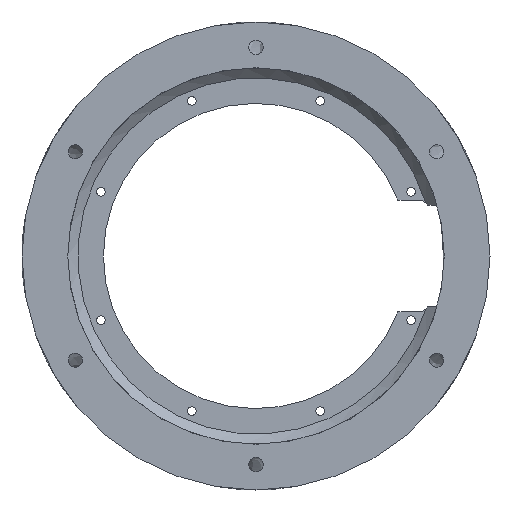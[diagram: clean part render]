
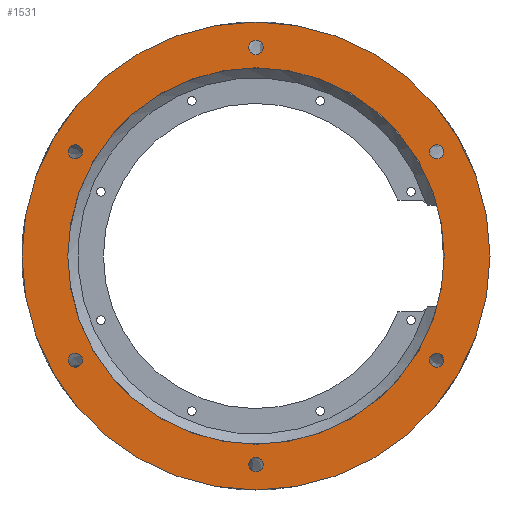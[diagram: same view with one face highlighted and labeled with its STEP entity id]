
A CAD part, front view. The second image highlights one B-rep face of the part: STEP entity #1531.
In plain terms, the highlighted planar face has unit normal (0, -1, 0).
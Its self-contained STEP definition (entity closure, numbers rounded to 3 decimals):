
#55=FACE_BOUND('',#427,.T.);
#56=FACE_BOUND('',#428,.T.);
#57=FACE_BOUND('',#429,.T.);
#58=FACE_BOUND('',#430,.T.);
#59=FACE_BOUND('',#431,.T.);
#60=FACE_BOUND('',#432,.T.);
#61=FACE_BOUND('',#433,.T.);
#177=CIRCLE('',#1604,74.);
#197=CIRCLE('',#1641,92.);
#210=CIRCLE('',#1655,2.8);
#212=CIRCLE('',#1658,2.8);
#214=CIRCLE('',#1661,2.8);
#216=CIRCLE('',#1664,2.8);
#218=CIRCLE('',#1667,2.8);
#220=CIRCLE('',#1670,2.8);
#314=FACE_OUTER_BOUND('',#426,.T.);
#426=EDGE_LOOP('',(#1365));
#427=EDGE_LOOP('',(#1366));
#428=EDGE_LOOP('',(#1367));
#429=EDGE_LOOP('',(#1368));
#430=EDGE_LOOP('',(#1369));
#431=EDGE_LOOP('',(#1370));
#432=EDGE_LOOP('',(#1371));
#433=EDGE_LOOP('',(#1372));
#693=VERTEX_POINT('',#2661);
#724=VERTEX_POINT('',#3039);
#749=VERTEX_POINT('',#4943);
#751=VERTEX_POINT('',#4949);
#753=VERTEX_POINT('',#4955);
#755=VERTEX_POINT('',#4961);
#757=VERTEX_POINT('',#4967);
#759=VERTEX_POINT('',#4973);
#862=EDGE_CURVE('',#693,#693,#177,.F.);
#913=EDGE_CURVE('',#724,#724,#197,.F.);
#952=EDGE_CURVE('',#749,#749,#210,.T.);
#955=EDGE_CURVE('',#751,#751,#212,.T.);
#958=EDGE_CURVE('',#753,#753,#214,.T.);
#961=EDGE_CURVE('',#755,#755,#216,.T.);
#964=EDGE_CURVE('',#757,#757,#218,.T.);
#967=EDGE_CURVE('',#759,#759,#220,.T.);
#1365=ORIENTED_EDGE('',*,*,#913,.F.);
#1366=ORIENTED_EDGE('',*,*,#952,.T.);
#1367=ORIENTED_EDGE('',*,*,#955,.T.);
#1368=ORIENTED_EDGE('',*,*,#958,.T.);
#1369=ORIENTED_EDGE('',*,*,#961,.T.);
#1370=ORIENTED_EDGE('',*,*,#964,.T.);
#1371=ORIENTED_EDGE('',*,*,#967,.T.);
#1372=ORIENTED_EDGE('',*,*,#862,.F.);
#1458=PLANE('',#1678);
#1531=ADVANCED_FACE('',(#314,#55,#56,#57,#58,#59,#60,#61),#1458,.T.);
#1604=AXIS2_PLACEMENT_3D('',#2662,#1843,#1844);
#1641=AXIS2_PLACEMENT_3D('',#3040,#1934,#1935);
#1655=AXIS2_PLACEMENT_3D('',#4944,#1964,#1965);
#1658=AXIS2_PLACEMENT_3D('',#4950,#1971,#1972);
#1661=AXIS2_PLACEMENT_3D('',#4956,#1978,#1979);
#1664=AXIS2_PLACEMENT_3D('',#4962,#1985,#1986);
#1667=AXIS2_PLACEMENT_3D('',#4968,#1992,#1993);
#1670=AXIS2_PLACEMENT_3D('',#4974,#1999,#2000);
#1678=AXIS2_PLACEMENT_3D('',#4984,#2016,#2017);
#1843=DIRECTION('center_axis',(0.,1.,0.));
#1844=DIRECTION('ref_axis',(1.,0.,0.));
#1934=DIRECTION('center_axis',(0.,-1.,0.));
#1935=DIRECTION('ref_axis',(1.,0.,0.));
#1964=DIRECTION('center_axis',(0.,1.,0.));
#1965=DIRECTION('ref_axis',(1.,0.,0.));
#1971=DIRECTION('center_axis',(0.,1.,0.));
#1972=DIRECTION('ref_axis',(1.,0.,0.));
#1978=DIRECTION('center_axis',(0.,1.,0.));
#1979=DIRECTION('ref_axis',(1.,0.,0.));
#1985=DIRECTION('center_axis',(0.,1.,0.));
#1986=DIRECTION('ref_axis',(1.,0.,0.));
#1992=DIRECTION('center_axis',(0.,1.,0.));
#1993=DIRECTION('ref_axis',(1.,0.,0.));
#1999=DIRECTION('center_axis',(0.,1.,0.));
#2000=DIRECTION('ref_axis',(1.,0.,0.));
#2016=DIRECTION('center_axis',(0.,-1.,0.));
#2017=DIRECTION('ref_axis',(0.,0.,-1.));
#2661=CARTESIAN_POINT('',(-74.,-96.5,0.));
#2662=CARTESIAN_POINT('Origin',(0.,-96.5,0.));
#3039=CARTESIAN_POINT('',(-92.,-96.5,0.));
#3040=CARTESIAN_POINT('Origin',(0.,-96.5,0.));
#4943=CARTESIAN_POINT('',(-2.8,-96.5,82.));
#4944=CARTESIAN_POINT('Origin',(0.,-96.5,82.));
#4949=CARTESIAN_POINT('',(-2.8,-96.5,-82.));
#4950=CARTESIAN_POINT('Origin',(0.,-96.5,-82.));
#4955=CARTESIAN_POINT('',(-73.814,-96.5,41.));
#4956=CARTESIAN_POINT('Origin',(-71.014,-96.5,41.));
#4961=CARTESIAN_POINT('',(68.214,-96.5,41.));
#4962=CARTESIAN_POINT('Origin',(71.014,-96.5,41.));
#4967=CARTESIAN_POINT('',(68.214,-96.5,-41.));
#4968=CARTESIAN_POINT('Origin',(71.014,-96.5,-41.));
#4973=CARTESIAN_POINT('',(-73.814,-96.5,-41.));
#4974=CARTESIAN_POINT('Origin',(-71.014,-96.5,-41.));
#4984=CARTESIAN_POINT('Origin',(0.,-96.5,0.));
